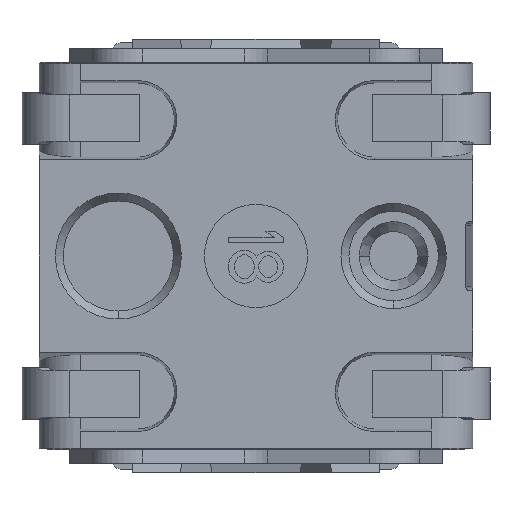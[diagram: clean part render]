
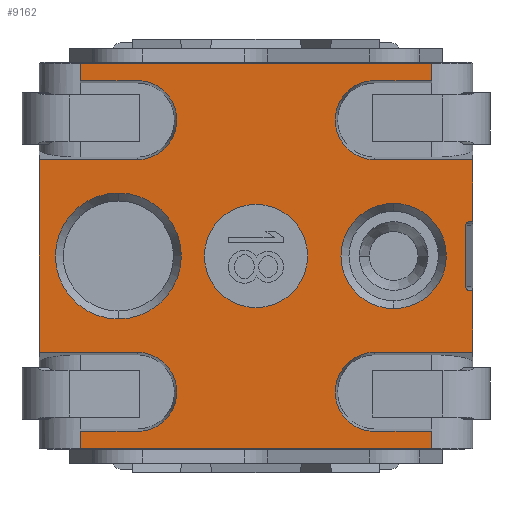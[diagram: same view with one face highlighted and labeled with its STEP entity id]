
A CAD part, front view. The second image highlights one B-rep face of the part: STEP entity #9162.
In plain terms, the highlighted planar face has unit normal (0, -1, 0).
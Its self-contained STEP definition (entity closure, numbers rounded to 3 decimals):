
#167=DIRECTION('',(-1.,0.,0.));
#168=VECTOR('',#167,5.1);
#169=CARTESIAN_POINT('',(2.55,-1.24,2.8));
#170=LINE('',#169,#168);
#437=DIRECTION('',(-1.,0.,0.));
#438=VECTOR('',#437,0.05);
#439=CARTESIAN_POINT('',(3.15,-1.24,0.5));
#440=LINE('',#439,#438);
#441=DIRECTION('',(0.,0.,-1.));
#442=VECTOR('',#441,0.9);
#443=CARTESIAN_POINT('',(3.05,-1.24,0.45));
#444=LINE('',#443,#442);
#445=DIRECTION('',(1.,0.,0.));
#446=VECTOR('',#445,0.05);
#447=CARTESIAN_POINT('',(3.1,-1.24,-0.5));
#448=LINE('',#447,#446);
#449=DIRECTION('',(0.,0.,1.));
#450=VECTOR('',#449,0.9);
#451=CARTESIAN_POINT('',(3.15,-1.24,-1.4));
#452=LINE('',#451,#450);
#453=DIRECTION('',(-1.,0.,0.));
#454=VECTOR('',#453,1.425);
#455=CARTESIAN_POINT('',(3.15,-1.24,-1.4));
#456=LINE('',#455,#454);
#457=CARTESIAN_POINT('',(1.725,-1.24,-1.975));
#458=DIRECTION('',(0.,-1.,0.));
#459=DIRECTION('',(0.,0.,1.));
#460=AXIS2_PLACEMENT_3D('',#457,#458,#459);
#462=DIRECTION('',(1.,0.,0.));
#463=VECTOR('',#462,0.825);
#464=CARTESIAN_POINT('',(1.725,-1.24,-2.55));
#465=LINE('',#464,#463);
#466=DIRECTION('',(0.,0.,1.));
#467=VECTOR('',#466,0.25);
#468=CARTESIAN_POINT('',(2.55,-1.24,-2.8));
#469=LINE('',#468,#467);
#470=DIRECTION('',(0.,0.,1.));
#471=VECTOR('',#470,0.25);
#472=CARTESIAN_POINT('',(-2.55,-1.24,-2.8));
#473=LINE('',#472,#471);
#474=DIRECTION('',(1.,0.,0.));
#475=VECTOR('',#474,0.825);
#476=CARTESIAN_POINT('',(-2.55,-1.24,-2.55));
#477=LINE('',#476,#475);
#478=CARTESIAN_POINT('',(-1.725,-1.24,-1.975));
#479=DIRECTION('',(0.,-1.,0.));
#480=DIRECTION('',(0.,0.,-1.));
#481=AXIS2_PLACEMENT_3D('',#478,#479,#480);
#483=DIRECTION('',(1.,0.,0.));
#484=VECTOR('',#483,1.425);
#485=CARTESIAN_POINT('',(-3.15,-1.24,-1.4));
#486=LINE('',#485,#484);
#487=DIRECTION('',(0.,0.,-1.));
#488=VECTOR('',#487,2.8);
#489=CARTESIAN_POINT('',(-3.15,-1.24,1.4));
#490=LINE('',#489,#488);
#491=DIRECTION('',(1.,0.,0.));
#492=VECTOR('',#491,1.425);
#493=CARTESIAN_POINT('',(-3.15,-1.24,1.4));
#494=LINE('',#493,#492);
#495=CARTESIAN_POINT('',(-1.725,-1.24,1.975));
#496=DIRECTION('',(0.,-1.,0.));
#497=DIRECTION('',(0.,0.,-1.));
#498=AXIS2_PLACEMENT_3D('',#495,#496,#497);
#500=DIRECTION('',(-1.,0.,0.));
#501=VECTOR('',#500,0.825);
#502=CARTESIAN_POINT('',(-1.725,-1.24,2.55));
#503=LINE('',#502,#501);
#504=DIRECTION('',(0.,0.,-1.));
#505=VECTOR('',#504,0.25);
#506=CARTESIAN_POINT('',(-2.55,-1.24,2.8));
#507=LINE('',#506,#505);
#508=DIRECTION('',(0.,0.,-1.));
#509=VECTOR('',#508,0.25);
#510=CARTESIAN_POINT('',(2.55,-1.24,2.8));
#511=LINE('',#510,#509);
#512=DIRECTION('',(-1.,0.,0.));
#513=VECTOR('',#512,0.825);
#514=CARTESIAN_POINT('',(2.55,-1.24,2.55));
#515=LINE('',#514,#513);
#516=CARTESIAN_POINT('',(1.725,-1.24,1.975));
#517=DIRECTION('',(0.,-1.,0.));
#518=DIRECTION('',(0.,0.,1.));
#519=AXIS2_PLACEMENT_3D('',#516,#517,#518);
#521=DIRECTION('',(-1.,0.,0.));
#522=VECTOR('',#521,1.425);
#523=CARTESIAN_POINT('',(3.15,-1.24,1.4));
#524=LINE('',#523,#522);
#525=DIRECTION('',(0.,0.,1.));
#526=VECTOR('',#525,0.9);
#527=CARTESIAN_POINT('',(3.15,-1.24,0.5));
#528=LINE('',#527,#526);
#529=CARTESIAN_POINT('',(0.,-1.24,0.));
#530=DIRECTION('',(0.,1.,0.));
#531=DIRECTION('',(0.,0.,1.));
#532=AXIS2_PLACEMENT_3D('',#529,#530,#531);
#534=CARTESIAN_POINT('',(0.,-1.24,0.));
#535=DIRECTION('',(0.,1.,0.));
#536=DIRECTION('',(0.,0.,-1.));
#537=AXIS2_PLACEMENT_3D('',#534,#535,#536);
#539=CARTESIAN_POINT('',(2.,-1.24,0.));
#540=DIRECTION('',(0.,1.,0.));
#541=DIRECTION('',(0.,0.,-1.));
#542=AXIS2_PLACEMENT_3D('',#539,#540,#541);
#544=CARTESIAN_POINT('',(2.,-1.24,0.));
#545=DIRECTION('',(0.,1.,0.));
#546=DIRECTION('',(0.,0.,1.));
#547=AXIS2_PLACEMENT_3D('',#544,#545,#546);
#549=CARTESIAN_POINT('',(-2.,-1.24,0.));
#550=DIRECTION('',(0.,1.,0.));
#551=DIRECTION('',(0.,0.,-1.));
#552=AXIS2_PLACEMENT_3D('',#549,#550,#551);
#554=CARTESIAN_POINT('',(-2.,-1.24,0.));
#555=DIRECTION('',(0.,1.,0.));
#556=DIRECTION('',(0.,0.,1.));
#557=AXIS2_PLACEMENT_3D('',#554,#555,#556);
#582=CARTESIAN_POINT('',(3.05,-1.24,0.45));
#583=CARTESIAN_POINT('',(3.05,-1.24,0.467));
#584=CARTESIAN_POINT('',(3.063,-1.24,0.487));
#585=CARTESIAN_POINT('',(3.083,-1.24,0.5));
#586=CARTESIAN_POINT('',(3.1,-1.24,0.5));
#615=CARTESIAN_POINT('',(3.1,-1.24,-0.5));
#616=CARTESIAN_POINT('',(3.083,-1.24,-0.5));
#617=CARTESIAN_POINT('',(3.063,-1.24,-0.487));
#618=CARTESIAN_POINT('',(3.05,-1.24,-0.467));
#619=CARTESIAN_POINT('',(3.05,-1.24,-0.45));
#844=DIRECTION('',(1.,0.,0.));
#845=VECTOR('',#844,5.1);
#846=CARTESIAN_POINT('',(-2.55,-1.24,-2.8));
#847=LINE('',#846,#845);
#6811=CARTESIAN_POINT('',(0.,-1.24,0.75));
#6812=CARTESIAN_POINT('',(0.,-1.24,-0.75));
#6813=VERTEX_POINT('',#6811);
#6814=VERTEX_POINT('',#6812);
#7107=CARTESIAN_POINT('',(2.,-1.24,-0.765));
#7108=CARTESIAN_POINT('',(2.,-1.24,0.765));
#7109=VERTEX_POINT('',#7107);
#7110=VERTEX_POINT('',#7108);
#7111=CARTESIAN_POINT('',(-2.,-1.24,-0.915));
#7112=CARTESIAN_POINT('',(-2.,-1.24,0.915));
#7113=VERTEX_POINT('',#7111);
#7114=VERTEX_POINT('',#7112);
#7151=CARTESIAN_POINT('',(-3.15,-1.24,1.4));
#7152=CARTESIAN_POINT('',(-3.15,-1.24,-1.4));
#7153=VERTEX_POINT('',#7151);
#7154=VERTEX_POINT('',#7152);
#7155=CARTESIAN_POINT('',(3.15,-1.24,-1.4));
#7156=CARTESIAN_POINT('',(1.725,-1.24,-1.4));
#7157=VERTEX_POINT('',#7155);
#7158=VERTEX_POINT('',#7156);
#7159=CARTESIAN_POINT('',(-1.725,-1.24,-1.4));
#7160=VERTEX_POINT('',#7159);
#7161=CARTESIAN_POINT('',(3.15,-1.24,1.4));
#7162=CARTESIAN_POINT('',(1.725,-1.24,1.4));
#7163=VERTEX_POINT('',#7161);
#7164=VERTEX_POINT('',#7162);
#7165=CARTESIAN_POINT('',(-1.725,-1.24,1.4));
#7166=VERTEX_POINT('',#7165);
#7181=CARTESIAN_POINT('',(-1.725,-1.24,2.55));
#7183=VERTEX_POINT('',#7181);
#7185=CARTESIAN_POINT('',(1.725,-1.24,2.55));
#7187=VERTEX_POINT('',#7185);
#7191=CARTESIAN_POINT('',(-1.725,-1.24,-2.55));
#7193=VERTEX_POINT('',#7191);
#7199=CARTESIAN_POINT('',(1.725,-1.24,-2.55));
#7201=VERTEX_POINT('',#7199);
#7203=CARTESIAN_POINT('',(2.55,-1.24,2.55));
#7204=VERTEX_POINT('',#7203);
#7205=CARTESIAN_POINT('',(-2.55,-1.24,2.55));
#7206=VERTEX_POINT('',#7205);
#7211=CARTESIAN_POINT('',(2.55,-1.24,2.8));
#7212=CARTESIAN_POINT('',(-2.55,-1.24,2.8));
#7213=VERTEX_POINT('',#7211);
#7214=VERTEX_POINT('',#7212);
#7215=CARTESIAN_POINT('',(-2.55,-1.24,-2.8));
#7216=CARTESIAN_POINT('',(2.55,-1.24,-2.8));
#7217=VERTEX_POINT('',#7215);
#7218=VERTEX_POINT('',#7216);
#7267=CARTESIAN_POINT('',(3.1,-1.24,-0.5));
#7268=VERTEX_POINT('',#7267);
#7269=CARTESIAN_POINT('',(3.05,-1.24,-0.45));
#7270=VERTEX_POINT('',#7269);
#7271=CARTESIAN_POINT('',(3.1,-1.24,0.5));
#7272=VERTEX_POINT('',#7271);
#7273=CARTESIAN_POINT('',(3.05,-1.24,0.45));
#7274=VERTEX_POINT('',#7273);
#7275=CARTESIAN_POINT('',(3.15,-1.24,-0.5));
#7276=VERTEX_POINT('',#7275);
#7277=CARTESIAN_POINT('',(3.15,-1.24,0.5));
#7278=VERTEX_POINT('',#7277);
#7311=CARTESIAN_POINT('',(-2.55,-1.24,-2.55));
#7312=VERTEX_POINT('',#7311);
#7313=CARTESIAN_POINT('',(2.55,-1.24,-2.55));
#7314=VERTEX_POINT('',#7313);
#9091=CARTESIAN_POINT('',(0.,-1.24,0.));
#9092=DIRECTION('',(0.,-1.,0.));
#9093=DIRECTION('',(1.,0.,0.));
#9094=AXIS2_PLACEMENT_3D('',#9091,#9092,#9093);
#9095=PLANE('',#9094);
#9097=ORIENTED_EDGE('',*,*,#9096,.T.);
#9099=ORIENTED_EDGE('',*,*,#9098,.F.);
#9101=ORIENTED_EDGE('',*,*,#9100,.T.);
#9103=ORIENTED_EDGE('',*,*,#9102,.F.);
#9105=ORIENTED_EDGE('',*,*,#9104,.T.);
#9106=ORIENTED_EDGE('',*,*,#8662,.F.);
#9108=ORIENTED_EDGE('',*,*,#9107,.T.);
#9110=ORIENTED_EDGE('',*,*,#9109,.T.);
#9112=ORIENTED_EDGE('',*,*,#9111,.T.);
#9114=ORIENTED_EDGE('',*,*,#9113,.F.);
#9116=ORIENTED_EDGE('',*,*,#9115,.F.);
#9118=ORIENTED_EDGE('',*,*,#9117,.T.);
#9120=ORIENTED_EDGE('',*,*,#9119,.T.);
#9121=ORIENTED_EDGE('',*,*,#9082,.T.);
#9122=ORIENTED_EDGE('',*,*,#9042,.F.);
#9123=ORIENTED_EDGE('',*,*,#8912,.F.);
#9125=ORIENTED_EDGE('',*,*,#9124,.T.);
#9127=ORIENTED_EDGE('',*,*,#9126,.T.);
#9129=ORIENTED_EDGE('',*,*,#9128,.T.);
#9131=ORIENTED_EDGE('',*,*,#9130,.F.);
#9132=ORIENTED_EDGE('',*,*,#8729,.F.);
#9134=ORIENTED_EDGE('',*,*,#9133,.T.);
#9136=ORIENTED_EDGE('',*,*,#9135,.T.);
#9138=ORIENTED_EDGE('',*,*,#9137,.T.);
#9140=ORIENTED_EDGE('',*,*,#9139,.F.);
#9141=ORIENTED_EDGE('',*,*,#8674,.F.);
#9142=EDGE_LOOP('',(#9097,#9099,#9101,#9103,#9105,#9106,#9108,#9110,#9112,#9114,
#9116,#9118,#9120,#9121,#9122,#9123,#9125,#9127,#9129,#9131,#9132,#9134,#9136,
#9138,#9140,#9141));
#9143=FACE_OUTER_BOUND('',#9142,.F.);
#9145=ORIENTED_EDGE('',*,*,#9144,.F.);
#9147=ORIENTED_EDGE('',*,*,#9146,.F.);
#9148=EDGE_LOOP('',(#9145,#9147));
#9149=FACE_BOUND('',#9148,.F.);
#9151=ORIENTED_EDGE('',*,*,#9150,.F.);
#9153=ORIENTED_EDGE('',*,*,#9152,.F.);
#9154=EDGE_LOOP('',(#9151,#9153));
#9155=FACE_BOUND('',#9154,.F.);
#9157=ORIENTED_EDGE('',*,*,#9156,.F.);
#9159=ORIENTED_EDGE('',*,*,#9158,.F.);
#9160=EDGE_LOOP('',(#9157,#9159));
#9161=FACE_BOUND('',#9160,.F.);
#9162=ADVANCED_FACE('',(#9143,#9149,#9155,#9161),#9095,.T.);
#461=CIRCLE('',#460,0.575);
#482=CIRCLE('',#481,0.575);
#499=CIRCLE('',#498,0.575);
#520=CIRCLE('',#519,0.575);
#533=CIRCLE('',#532,0.75);
#538=CIRCLE('',#537,0.75);
#543=CIRCLE('',#542,0.765);
#548=CIRCLE('',#547,0.765);
#553=CIRCLE('',#552,0.915);
#558=CIRCLE('',#557,0.915);
#587=B_SPLINE_CURVE_WITH_KNOTS('',3,(#582,#583,#584,#585,#586),.UNSPECIFIED.,
.F.,.F.,(4,1,4),(0.,0.5,1.),.UNSPECIFIED.);
#620=B_SPLINE_CURVE_WITH_KNOTS('',3,(#615,#616,#617,#618,#619),.UNSPECIFIED.,
.F.,.F.,(4,1,4),(0.,0.5,1.),.UNSPECIFIED.);
#8662=EDGE_CURVE('',#7157,#7276,#452,.T.);
#8674=EDGE_CURVE('',#7278,#7163,#528,.T.);
#8729=EDGE_CURVE('',#7213,#7214,#170,.T.);
#8912=EDGE_CURVE('',#7153,#7154,#490,.T.);
#9042=EDGE_CURVE('',#7154,#7160,#486,.T.);
#9082=EDGE_CURVE('',#7193,#7160,#482,.T.);
#9096=EDGE_CURVE('',#7278,#7272,#440,.T.);
#9098=EDGE_CURVE('',#7274,#7272,#587,.T.);
#9100=EDGE_CURVE('',#7274,#7270,#444,.T.);
#9102=EDGE_CURVE('',#7268,#7270,#620,.T.);
#9104=EDGE_CURVE('',#7268,#7276,#448,.T.);
#9107=EDGE_CURVE('',#7157,#7158,#456,.T.);
#9109=EDGE_CURVE('',#7158,#7201,#461,.T.);
#9111=EDGE_CURVE('',#7201,#7314,#465,.T.);
#9113=EDGE_CURVE('',#7218,#7314,#469,.T.);
#9115=EDGE_CURVE('',#7217,#7218,#847,.T.);
#9117=EDGE_CURVE('',#7217,#7312,#473,.T.);
#9119=EDGE_CURVE('',#7312,#7193,#477,.T.);
#9124=EDGE_CURVE('',#7153,#7166,#494,.T.);
#9126=EDGE_CURVE('',#7166,#7183,#499,.T.);
#9128=EDGE_CURVE('',#7183,#7206,#503,.T.);
#9130=EDGE_CURVE('',#7214,#7206,#507,.T.);
#9133=EDGE_CURVE('',#7213,#7204,#511,.T.);
#9135=EDGE_CURVE('',#7204,#7187,#515,.T.);
#9137=EDGE_CURVE('',#7187,#7164,#520,.T.);
#9139=EDGE_CURVE('',#7163,#7164,#524,.T.);
#9144=EDGE_CURVE('',#6813,#6814,#533,.T.);
#9146=EDGE_CURVE('',#6814,#6813,#538,.T.);
#9150=EDGE_CURVE('',#7109,#7110,#543,.T.);
#9152=EDGE_CURVE('',#7110,#7109,#548,.T.);
#9156=EDGE_CURVE('',#7113,#7114,#553,.T.);
#9158=EDGE_CURVE('',#7114,#7113,#558,.T.);
